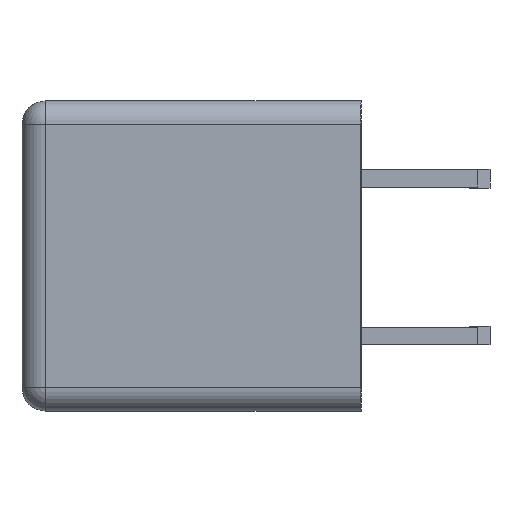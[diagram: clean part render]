
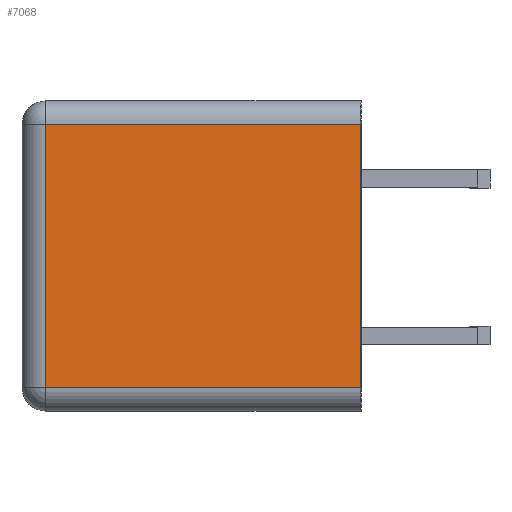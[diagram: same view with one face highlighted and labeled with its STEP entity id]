
A CAD part, left-side view. The second image highlights one B-rep face of the part: STEP entity #7068.
In plain terms, the highlighted planar face has unit normal (-1, 0, 0).
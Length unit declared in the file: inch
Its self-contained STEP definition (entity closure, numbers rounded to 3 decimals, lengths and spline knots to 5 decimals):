
#417=FACE_OUTER_BOUND('',#783,.T.);
#783=EDGE_LOOP('',(#5306,#5307,#5308,#5309));
#1439=LINE('',#10813,#2291);
#1440=LINE('',#10815,#2292);
#1441=LINE('',#10817,#2293);
#1442=LINE('',#10818,#2294);
#2291=VECTOR('',#8800,0.27);
#2292=VECTOR('',#8803,0.225);
#2293=VECTOR('',#8804,0.225);
#2294=VECTOR('',#8805,0.27);
#3049=VERTEX_POINT('',#10772);
#3059=VERTEX_POINT('',#10794);
#3064=VERTEX_POINT('',#10811);
#3065=VERTEX_POINT('',#10816);
#3869=EDGE_CURVE('',#3064,#3049,#1439,.T.);
#3870=EDGE_CURVE('',#3049,#3059,#1440,.F.);
#3871=EDGE_CURVE('',#3064,#3065,#1441,.T.);
#3872=EDGE_CURVE('',#3059,#3065,#1442,.F.);
#5306=ORIENTED_EDGE('',*,*,#3870,.F.);
#5307=ORIENTED_EDGE('',*,*,#3869,.F.);
#5308=ORIENTED_EDGE('',*,*,#3871,.T.);
#5309=ORIENTED_EDGE('',*,*,#3872,.F.);
#6377=PLANE('',#7546);
#7068=ADVANCED_FACE('',(#417),#6377,.F.);
#7546=AXIS2_PLACEMENT_3D('',#10814,#8801,#8802);
#8800=DIRECTION('',(0.,1.,0.));
#8801=DIRECTION('center_axis',(1.,0.,0.));
#8802=DIRECTION('ref_axis',(0.,0.,-1.));
#8803=DIRECTION('',(0.,0.,-1.));
#8804=DIRECTION('',(0.,0.,1.));
#8805=DIRECTION('',(0.,1.,0.));
#10772=CARTESIAN_POINT('',(-0.38718,0.13916,-0.12361));
#10794=CARTESIAN_POINT('',(-0.38718,0.13916,0.10139));
#10811=CARTESIAN_POINT('',(-0.38718,-0.13084,-0.12361));
#10813=CARTESIAN_POINT('',(-0.38718,-0.13084,-0.12361));
#10814=CARTESIAN_POINT('Origin',(-0.38718,0.15916,-0.12361));
#10815=CARTESIAN_POINT('',(-0.38718,0.13916,0.10139));
#10816=CARTESIAN_POINT('',(-0.38718,-0.13084,0.10139));
#10817=CARTESIAN_POINT('',(-0.38718,-0.13084,-0.12361));
#10818=CARTESIAN_POINT('',(-0.38718,-0.13084,0.10139));
